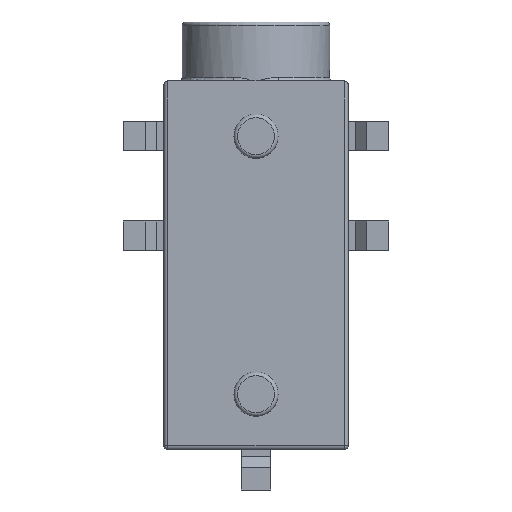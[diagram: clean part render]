
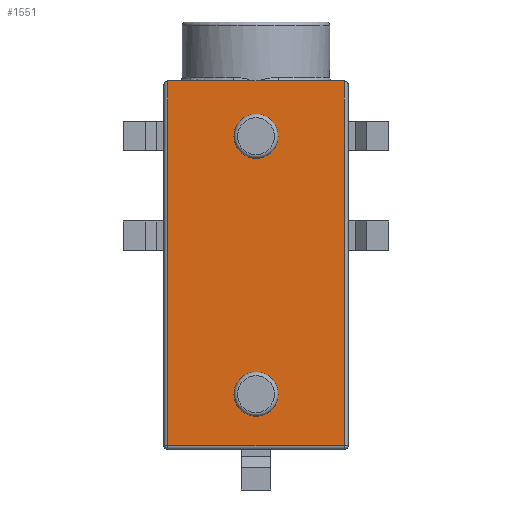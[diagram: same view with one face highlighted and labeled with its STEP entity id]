
A CAD part, front view. The second image highlights one B-rep face of the part: STEP entity #1551.
In plain terms, the highlighted planar face has unit normal (0, -1, 0).
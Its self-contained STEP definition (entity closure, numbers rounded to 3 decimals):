
#25=FACE_BOUND('',#247,.T.);
#26=FACE_BOUND('',#248,.T.);
#29=PLANE('',#1694);
#147=FACE_OUTER_BOUND('',#246,.T.);
#246=EDGE_LOOP('',(#1169,#1170,#1171,#1172,#1173,#1174,#1175));
#247=EDGE_LOOP('',(#1176));
#248=EDGE_LOOP('',(#1177));
#355=CIRCLE('',#1695,0.6);
#356=CIRCLE('',#1696,0.6);
#377=LINE('',#2865,#531);
#384=LINE('',#2891,#538);
#393=LINE('',#3033,#547);
#394=LINE('',#3076,#548);
#395=LINE('',#3080,#549);
#397=LINE('',#3089,#551);
#398=LINE('',#3090,#552);
#531=VECTOR('',#1814,10.);
#538=VECTOR('',#1841,10.);
#547=VECTOR('',#1896,10.);
#548=VECTOR('',#1897,10.);
#549=VECTOR('',#1902,10.);
#551=VECTOR('',#1916,10.);
#552=VECTOR('',#1917,10.);
#718=VERTEX_POINT('',#2863);
#719=VERTEX_POINT('',#2864);
#727=VERTEX_POINT('',#2888);
#728=VERTEX_POINT('',#2890);
#736=VERTEX_POINT('',#2995);
#740=VERTEX_POINT('',#3004);
#741=VERTEX_POINT('',#3032);
#744=VERTEX_POINT('',#3091);
#745=VERTEX_POINT('',#3093);
#864=EDGE_CURVE('',#718,#719,#377,.T.);
#877=EDGE_CURVE('',#727,#728,#384,.T.);
#902=EDGE_CURVE('',#736,#741,#393,.T.);
#905=EDGE_CURVE('',#741,#740,#394,.T.);
#907=EDGE_CURVE('',#719,#727,#395,.T.);
#912=EDGE_CURVE('',#740,#718,#397,.T.);
#913=EDGE_CURVE('',#728,#736,#398,.T.);
#914=EDGE_CURVE('',#744,#744,#355,.T.);
#915=EDGE_CURVE('',#745,#745,#356,.T.);
#1169=ORIENTED_EDGE('',*,*,#877,.F.);
#1170=ORIENTED_EDGE('',*,*,#907,.F.);
#1171=ORIENTED_EDGE('',*,*,#864,.F.);
#1172=ORIENTED_EDGE('',*,*,#912,.F.);
#1173=ORIENTED_EDGE('',*,*,#905,.F.);
#1174=ORIENTED_EDGE('',*,*,#902,.F.);
#1175=ORIENTED_EDGE('',*,*,#913,.F.);
#1176=ORIENTED_EDGE('',*,*,#914,.T.);
#1177=ORIENTED_EDGE('',*,*,#915,.T.);
#1551=ADVANCED_FACE('',(#147,#25,#26),#29,.F.);
#1694=AXIS2_PLACEMENT_3D('',#3088,#1914,#1915);
#1695=AXIS2_PLACEMENT_3D('',#3092,#1918,#1919);
#1696=AXIS2_PLACEMENT_3D('',#3094,#1920,#1921);
#1814=DIRECTION('',(0.,0.,-1.));
#1841=DIRECTION('',(0.,0.,1.));
#1896=DIRECTION('',(1.,0.,0.));
#1897=DIRECTION('',(1.,0.,0.));
#1902=DIRECTION('',(-1.,0.,0.));
#1914=DIRECTION('center_axis',(0.,1.,0.));
#1915=DIRECTION('ref_axis',(1.,0.,0.));
#1916=DIRECTION('',(1.,0.,0.));
#1917=DIRECTION('',(1.,0.,0.));
#1918=DIRECTION('center_axis',(0.,1.,0.));
#1919=DIRECTION('ref_axis',(1.,0.,0.));
#1920=DIRECTION('center_axis',(0.,1.,0.));
#1921=DIRECTION('ref_axis',(1.,0.,0.));
#2863=CARTESIAN_POINT('',(2.4,0.,0.));
#2864=CARTESIAN_POINT('',(2.4,0.,-9.9));
#2865=CARTESIAN_POINT('',(2.4,0.,-2.5));
#2888=CARTESIAN_POINT('',(-2.4,0.,-9.9));
#2890=CARTESIAN_POINT('',(-2.4,0.,0.));
#2891=CARTESIAN_POINT('',(-2.4,0.,-7.5));
#2995=CARTESIAN_POINT('',(-0.64,0.,0.));
#3004=CARTESIAN_POINT('',(0.64,0.,0.));
#3032=CARTESIAN_POINT('',(0.,0.,0.));
#3033=CARTESIAN_POINT('',(-2.,0.,0.));
#3076=CARTESIAN_POINT('',(-2.,0.,0.));
#3080=CARTESIAN_POINT('',(1.25,0.,-9.9));
#3088=CARTESIAN_POINT('Origin',(0.,0.,-5.));
#3089=CARTESIAN_POINT('',(-2.,0.,0.));
#3090=CARTESIAN_POINT('',(-2.,0.,0.));
#3091=CARTESIAN_POINT('',(-0.6,0.,-1.5));
#3092=CARTESIAN_POINT('Origin',(0.,0.,-1.5));
#3093=CARTESIAN_POINT('',(-0.6,0.,-8.5));
#3094=CARTESIAN_POINT('Origin',(0.,0.,-8.5));
